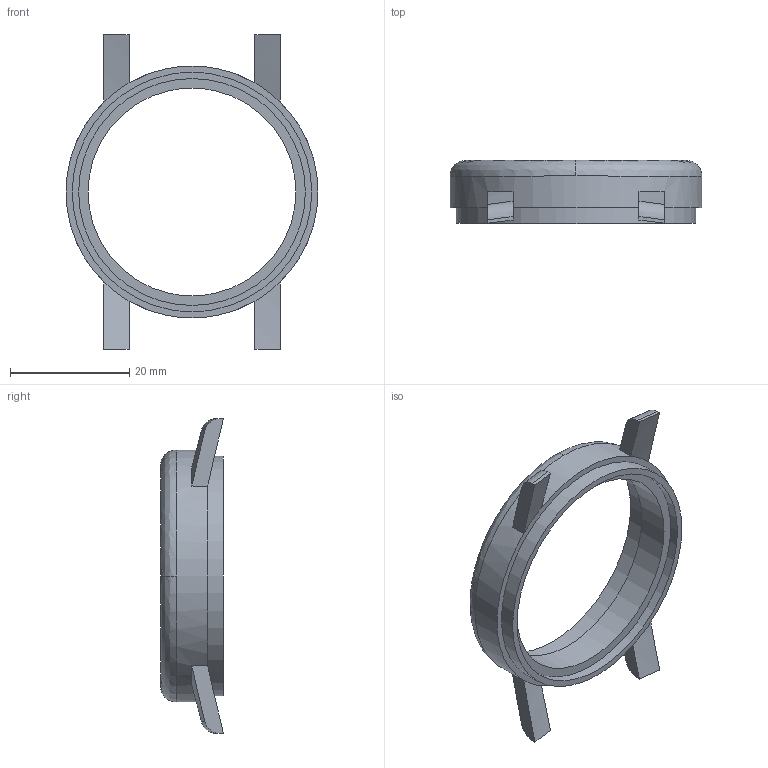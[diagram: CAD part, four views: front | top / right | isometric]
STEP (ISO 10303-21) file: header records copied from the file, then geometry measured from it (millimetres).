
FILE_DESCRIPTION(('FreeCAD Model'),'2;1');
FILE_NAME('Open CASCADE Shape Model','2025-04-25T16:40:31',('FreeCAD'),( 'FreeCAD'),'Open CASCADE STEP processor 7.6','FreeCAD','Unknown');
FILE_SCHEMA(('AUTOMOTIVE_DESIGN { 1 0 10303 214 1 1 1 1 }'));
Length unit declared in the file: millimetre
Products named in the file (1): Open CASCADE STEP translator 7.6 1
Bounding box: 42.19 x 10.55 x 52.74 mm (x, y, z)
Volume: 3848.6 mm3; surface area: 3833 mm2
Topology: 1 solids, 1 shells, 41 faces, 125 edges, 88 vertices
Faces by surface type: bspline 41
Entity records: 1793 total; most frequent: CARTESIAN_POINT 1121, ORIENTED_EDGE 250, EDGE_CURVE 125, VERTEX_POINT 88, FACE_BOUND 45, EDGE_LOOP 45, B_SPLINE_CURVE_WITH_KNOTS 45, ADVANCED_FACE 41
